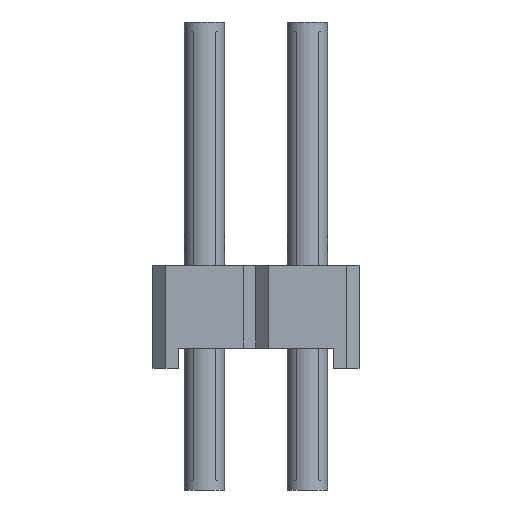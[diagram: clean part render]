
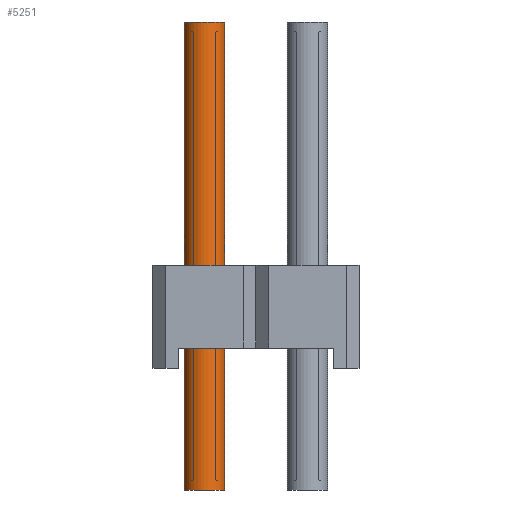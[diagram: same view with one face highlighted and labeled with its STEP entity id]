
A CAD part, left-side view. The second image highlights one B-rep face of the part: STEP entity #5251.
In plain terms, the highlighted cylindrical face has radius 0.5 mm (diameter 1 mm), a full revolution.
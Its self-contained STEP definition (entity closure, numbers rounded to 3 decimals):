
#2918=ORIENTED_EDGE('',*,*,#3664,.F.);
#2919=ORIENTED_EDGE('',*,*,#3665,.T.);
#3664=EDGE_CURVE('',#4162,#4162,#4324,.T.);
#3665=EDGE_CURVE('',#4163,#4163,#4325,.T.);
#4162=VERTEX_POINT('',#8709);
#4163=VERTEX_POINT('',#8711);
#4324=CIRCLE('',#5717,0.5);
#4325=CIRCLE('',#5718,0.5);
#4618=EDGE_LOOP('',(#2918));
#4619=EDGE_LOOP('',(#2919));
#4912=FACE_BOUND('',#4618,.T.);
#4913=FACE_BOUND('',#4619,.T.);
#4998=CYLINDRICAL_SURFACE('',#5716,0.5);
#5251=ADVANCED_FACE('',(#4912,#4913),#4998,.F.);
#5716=AXIS2_PLACEMENT_3D('',#8707,#7167,#7168);
#5717=AXIS2_PLACEMENT_3D('',#8708,#7169,#7170);
#5718=AXIS2_PLACEMENT_3D('',#8710,#7171,#7172);
#7167=DIRECTION('',(0.,0.,1.));
#7168=DIRECTION('',(1.,0.,0.));
#7169=DIRECTION('',(0.,0.,-1.));
#7170=DIRECTION('',(1.,0.,0.));
#7171=DIRECTION('',(0.,0.,-1.));
#7172=DIRECTION('',(1.,0.,0.));
#8707=CARTESIAN_POINT('',(0.,0.,0.));
#8708=CARTESIAN_POINT('',(0.,0.,11.54));
#8709=CARTESIAN_POINT('',(0.5,0.,11.54));
#8710=CARTESIAN_POINT('',(0.,0.,0.));
#8711=CARTESIAN_POINT('',(0.5,0.,0.));
